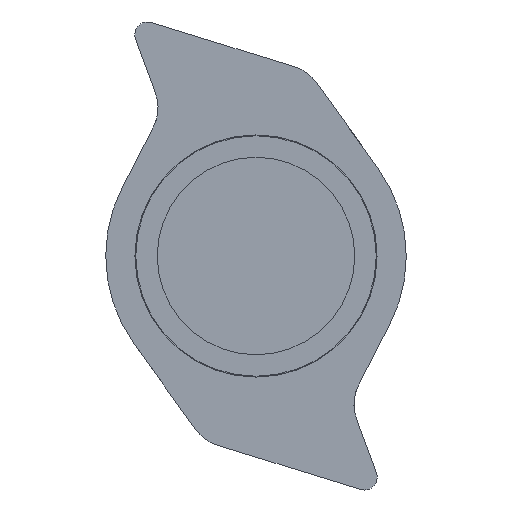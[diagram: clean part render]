
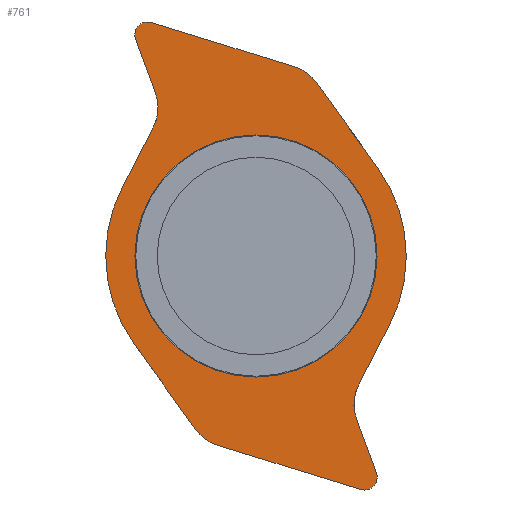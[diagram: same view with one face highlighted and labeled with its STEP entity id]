
A CAD part, front view. The second image highlights one B-rep face of the part: STEP entity #761.
In plain terms, the highlighted planar face has unit normal (0, -1, 0).
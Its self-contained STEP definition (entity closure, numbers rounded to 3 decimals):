
#50=FACE_BOUND('',#164,.T.);
#73=PLANE('',#872);
#114=FACE_OUTER_BOUND('',#163,.T.);
#163=EDGE_LOOP('',(#686,#687,#688,#689,#690,#691,#692,#693,#694,#695,#696,
#697,#698,#699,#700,#701));
#164=EDGE_LOOP('',(#702));
#205=LINE('',#1273,#267);
#208=LINE('',#1279,#270);
#211=LINE('',#1287,#273);
#213=LINE('',#1292,#275);
#217=LINE('',#1300,#279);
#218=LINE('',#1303,#280);
#223=LINE('',#1317,#285);
#225=LINE('',#1323,#287);
#267=VECTOR('',#1039,10.);
#270=VECTOR('',#1044,10.);
#273=VECTOR('',#1055,10.);
#275=VECTOR('',#1059,10.);
#279=VECTOR('',#1069,10.);
#280=VECTOR('',#1072,10.);
#285=VECTOR('',#1089,10.);
#287=VECTOR('',#1099,10.);
#308=CIRCLE('',#828,5.);
#311=CIRCLE('',#832,5.);
#322=CIRCLE('',#848,17.5);
#323=CIRCLE('',#853,17.5);
#324=CIRCLE('',#857,5.);
#325=CIRCLE('',#861,1.5);
#326=CIRCLE('',#864,1.5);
#327=CIRCLE('',#867,5.);
#328=CIRCLE('',#871,14.1);
#359=VERTEX_POINT('',#1204);
#360=VERTEX_POINT('',#1206);
#363=VERTEX_POINT('',#1214);
#364=VERTEX_POINT('',#1216);
#384=VERTEX_POINT('',#1267);
#385=VERTEX_POINT('',#1269);
#386=VERTEX_POINT('',#1276);
#387=VERTEX_POINT('',#1278);
#388=VERTEX_POINT('',#1283);
#389=VERTEX_POINT('',#1289);
#390=VERTEX_POINT('',#1291);
#391=VERTEX_POINT('',#1295);
#392=VERTEX_POINT('',#1302);
#393=VERTEX_POINT('',#1310);
#394=VERTEX_POINT('',#1312);
#395=VERTEX_POINT('',#1316);
#396=VERTEX_POINT('',#1325);
#437=EDGE_CURVE('',#360,#359,#308,.T.);
#442=EDGE_CURVE('',#364,#363,#311,.T.);
#469=EDGE_CURVE('',#385,#384,#322,.T.);
#471=EDGE_CURVE('',#363,#385,#205,.T.);
#474=EDGE_CURVE('',#387,#386,#208,.T.);
#476=EDGE_CURVE('',#388,#387,#323,.T.);
#478=EDGE_CURVE('',#359,#388,#211,.T.);
#480=EDGE_CURVE('',#390,#389,#213,.T.);
#482=EDGE_CURVE('',#391,#390,#324,.T.);
#485=EDGE_CURVE('',#384,#391,#217,.T.);
#486=EDGE_CURVE('',#392,#360,#218,.T.);
#488=EDGE_CURVE('',#389,#392,#325,.T.);
#491=EDGE_CURVE('',#394,#393,#326,.T.);
#493=EDGE_CURVE('',#395,#394,#223,.T.);
#495=EDGE_CURVE('',#386,#395,#327,.T.);
#496=EDGE_CURVE('',#393,#364,#225,.T.);
#497=EDGE_CURVE('',#396,#396,#328,.T.);
#686=ORIENTED_EDGE('',*,*,#469,.T.);
#687=ORIENTED_EDGE('',*,*,#485,.T.);
#688=ORIENTED_EDGE('',*,*,#482,.T.);
#689=ORIENTED_EDGE('',*,*,#480,.T.);
#690=ORIENTED_EDGE('',*,*,#488,.T.);
#691=ORIENTED_EDGE('',*,*,#486,.T.);
#692=ORIENTED_EDGE('',*,*,#437,.T.);
#693=ORIENTED_EDGE('',*,*,#478,.T.);
#694=ORIENTED_EDGE('',*,*,#476,.T.);
#695=ORIENTED_EDGE('',*,*,#474,.T.);
#696=ORIENTED_EDGE('',*,*,#495,.T.);
#697=ORIENTED_EDGE('',*,*,#493,.T.);
#698=ORIENTED_EDGE('',*,*,#491,.T.);
#699=ORIENTED_EDGE('',*,*,#496,.T.);
#700=ORIENTED_EDGE('',*,*,#442,.T.);
#701=ORIENTED_EDGE('',*,*,#471,.T.);
#702=ORIENTED_EDGE('',*,*,#497,.T.);
#761=ADVANCED_FACE('',(#114,#50),#73,.F.);
#828=AXIS2_PLACEMENT_3D('',#1207,#976,#977);
#832=AXIS2_PLACEMENT_3D('',#1217,#986,#987);
#848=AXIS2_PLACEMENT_3D('',#1270,#1034,#1035);
#853=AXIS2_PLACEMENT_3D('',#1284,#1050,#1051);
#857=AXIS2_PLACEMENT_3D('',#1296,#1063,#1064);
#861=AXIS2_PLACEMENT_3D('',#1306,#1076,#1077);
#864=AXIS2_PLACEMENT_3D('',#1313,#1084,#1085);
#867=AXIS2_PLACEMENT_3D('',#1320,#1093,#1094);
#871=AXIS2_PLACEMENT_3D('',#1326,#1102,#1103);
#872=AXIS2_PLACEMENT_3D('',#1328,#1105,#1106);
#976=DIRECTION('center_axis',(0.,1.,0.));
#977=DIRECTION('ref_axis',(0.938,0.,0.348));
#986=DIRECTION('center_axis',(0.,1.,0.));
#987=DIRECTION('ref_axis',(-0.938,0.,-0.348));
#1034=DIRECTION('center_axis',(0.,-1.,0.));
#1035=DIRECTION('ref_axis',(1.,0.,0.));
#1039=DIRECTION('',(0.457,0.,0.89));
#1044=DIRECTION('',(0.583,0.,-0.812));
#1050=DIRECTION('center_axis',(0.,-1.,0.));
#1051=DIRECTION('ref_axis',(1.,0.,0.));
#1055=DIRECTION('',(-0.457,0.,-0.89));
#1059=DIRECTION('',(-0.955,0.,0.295));
#1063=DIRECTION('center_axis',(0.,-1.,0.));
#1064=DIRECTION('ref_axis',(0.295,0.,0.955));
#1069=DIRECTION('',(-0.583,0.,0.812));
#1072=DIRECTION('',(0.348,0.,-0.938));
#1076=DIRECTION('center_axis',(0.,-1.,0.));
#1077=DIRECTION('ref_axis',(-0.938,0.,-0.348));
#1084=DIRECTION('center_axis',(0.,-1.,0.));
#1085=DIRECTION('ref_axis',(0.938,0.,0.348));
#1089=DIRECTION('',(0.955,0.,-0.295));
#1093=DIRECTION('center_axis',(0.,-1.,0.));
#1094=DIRECTION('ref_axis',(-0.295,0.,-0.955));
#1099=DIRECTION('',(-0.348,0.,0.938));
#1102=DIRECTION('center_axis',(0.,1.,0.));
#1103=DIRECTION('ref_axis',(-1.,0.,0.));
#1105=DIRECTION('center_axis',(0.,1.,0.));
#1106=DIRECTION('ref_axis',(1.,0.,0.));
#1204=CARTESIAN_POINT('',(-12.032,-4.727,15.104));
#1206=CARTESIAN_POINT('',(-11.792,-4.727,19.125));
#1207=CARTESIAN_POINT('Origin',(-16.48,-4.727,17.387));
#1214=CARTESIAN_POINT('',(11.889,-4.727,-14.941));
#1216=CARTESIAN_POINT('',(11.649,-4.727,-18.962));
#1217=CARTESIAN_POINT('Origin',(16.337,-4.727,-17.224));
#1267=CARTESIAN_POINT('',(14.143,-4.727,10.29));
#1269=CARTESIAN_POINT('',(15.498,-4.727,-7.909));
#1270=CARTESIAN_POINT('Origin',(-0.072,-4.727,0.082));
#1273=CARTESIAN_POINT('',(11.889,-4.727,-14.941));
#1276=CARTESIAN_POINT('',(-7.119,-4.727,-20.105));
#1278=CARTESIAN_POINT('',(-14.286,-4.727,-10.127));
#1279=CARTESIAN_POINT('',(-14.286,-4.727,-10.127));
#1283=CARTESIAN_POINT('',(-15.641,-4.727,8.072));
#1284=CARTESIAN_POINT('Origin',(-0.072,-4.727,0.082));
#1287=CARTESIAN_POINT('',(-12.032,-4.727,15.104));
#1289=CARTESIAN_POINT('',(-12.236,-4.727,27.265));
#1291=CARTESIAN_POINT('',(4.391,-4.727,22.129));
#1292=CARTESIAN_POINT('',(4.391,-4.727,22.129));
#1295=CARTESIAN_POINT('',(6.976,-4.727,20.268));
#1296=CARTESIAN_POINT('Origin',(2.915,-4.727,17.351));
#1300=CARTESIAN_POINT('',(14.143,-4.727,10.29));
#1302=CARTESIAN_POINT('',(-14.085,-4.727,25.311));
#1303=CARTESIAN_POINT('',(-14.085,-4.727,25.311));
#1306=CARTESIAN_POINT('Origin',(-12.679,-4.727,25.832));
#1310=CARTESIAN_POINT('',(13.942,-4.727,-25.147));
#1312=CARTESIAN_POINT('',(12.093,-4.727,-27.102));
#1313=CARTESIAN_POINT('Origin',(12.536,-4.727,-25.669));
#1316=CARTESIAN_POINT('',(-4.534,-4.727,-21.966));
#1317=CARTESIAN_POINT('',(-4.534,-4.727,-21.966));
#1320=CARTESIAN_POINT('Origin',(-3.058,-4.727,-17.188));
#1323=CARTESIAN_POINT('',(13.942,-4.727,-25.147));
#1325=CARTESIAN_POINT('',(14.028,-4.727,0.082));
#1326=CARTESIAN_POINT('Origin',(-0.072,-4.727,0.082));
#1328=CARTESIAN_POINT('Origin',(-0.072,-4.727,0.082));
